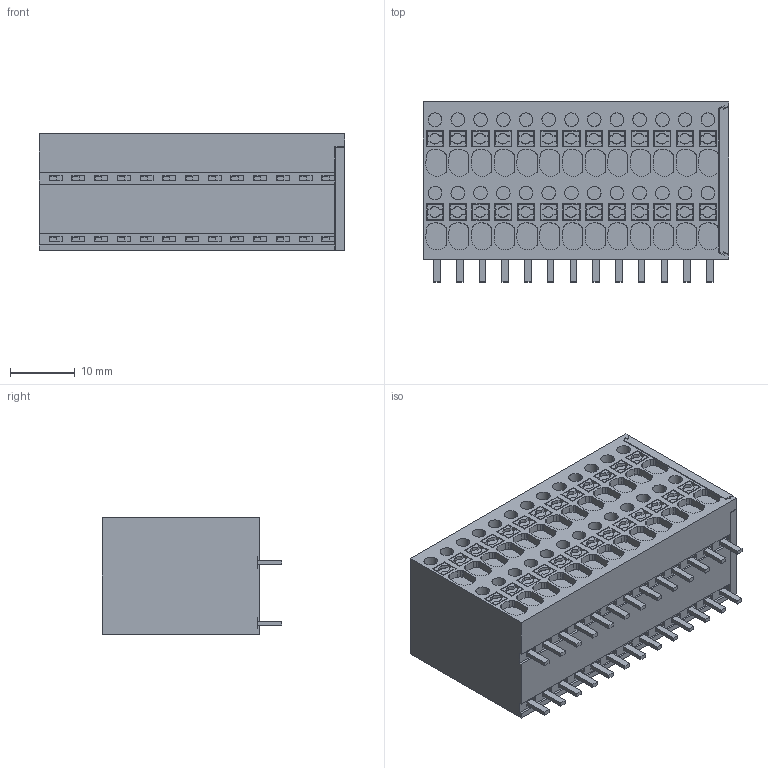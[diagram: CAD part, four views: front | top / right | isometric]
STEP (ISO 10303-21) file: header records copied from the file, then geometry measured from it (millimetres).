
FILE_DESCRIPTION(('CATIA V5R24 STEP','CAx-IF Rec.Pracs.--- Model Styling and Organization---1.2---2011-12-15'),'2;1');
FILE_NAME ('D1461293_0_2001050000_2001050000.stp','2017-04-11T08:49:33+00:00',('none'),('Weidmueller'),'CATIA Version 5-6 Release 2014 SP4 HF52','CATIA V5 STEP AP214','none');
FILE_SCHEMA(('AUTOMOTIVE_DESIGN { 1 0 10303 214 1 1 1 1 }'));
Length unit declared in the file: millimetre
Products named in the file (1): 2001050000_S
Bounding box: 47 x 27.7 x 18 mm (x, y, z)
Volume: 19812.5 mm3; surface area: 7731.6 mm2
Topology: 53 solids, 53 shells, 1252 faces, 3162 edges, 2112 vertices
Faces by surface type: plane 940, cylinder 208, cone 104
Entity records: 37756 total; most frequent: CARTESIAN_POINT 8809, ORIENTED_EDGE 6324, DIRECTION 4676, EDGE_CURVE 3162, VECTOR 2434, LINE 2434, VERTEX_POINT 2112, EDGE_LOOP 1352
